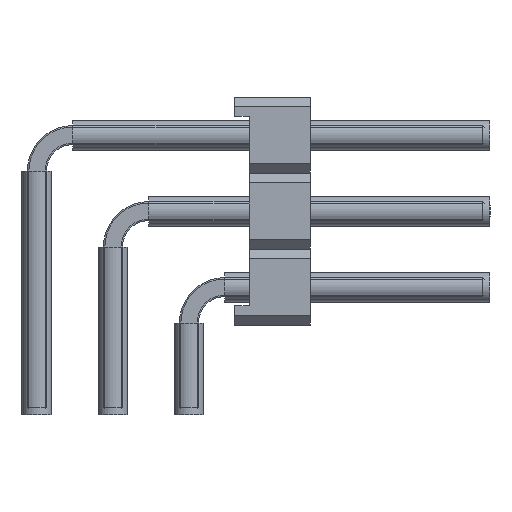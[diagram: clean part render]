
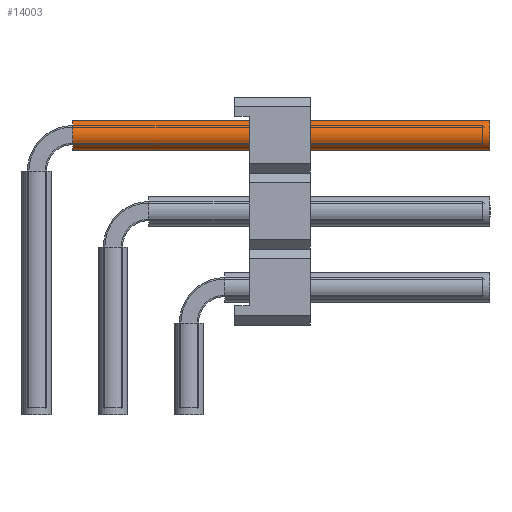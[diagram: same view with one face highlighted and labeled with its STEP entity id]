
A CAD part, left-side view. The second image highlights one B-rep face of the part: STEP entity #14003.
In plain terms, the highlighted cylindrical face has radius 0.5 mm (diameter 1 mm), a full revolution.
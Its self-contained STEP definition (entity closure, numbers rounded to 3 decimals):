
#7464=ORIENTED_EDGE('',*,*,#9544,.F.);
#7465=ORIENTED_EDGE('',*,*,#9545,.T.);
#9544=EDGE_CURVE('',#10904,#10904,#11452,.T.);
#9545=EDGE_CURVE('',#10905,#10905,#11453,.T.);
#10904=VERTEX_POINT('',#23353);
#10905=VERTEX_POINT('',#23355);
#11452=CIRCLE('',#15311,0.5);
#11453=CIRCLE('',#15312,0.5);
#12244=EDGE_LOOP('',(#7464));
#12245=EDGE_LOOP('',(#7465));
#13050=FACE_BOUND('',#12244,.T.);
#13051=FACE_BOUND('',#12245,.T.);
#13337=CYLINDRICAL_SURFACE('',#15310,0.5);
#14003=ADVANCED_FACE('',(#13050,#13051),#13337,.F.);
#15310=AXIS2_PLACEMENT_3D('',#23351,#19198,#19199);
#15311=AXIS2_PLACEMENT_3D('',#23352,#19200,#19201);
#15312=AXIS2_PLACEMENT_3D('',#23354,#19202,#19203);
#19198=DIRECTION('',(1.,0.,0.));
#19199=DIRECTION('',(0.,0.,-1.));
#19200=DIRECTION('',(-1.,0.,0.));
#19201=DIRECTION('',(0.,0.,1.));
#19202=DIRECTION('',(-1.,0.,0.));
#19203=DIRECTION('',(0.,0.,1.));
#23351=CARTESIAN_POINT('',(1.2,0.,9.35));
#23352=CARTESIAN_POINT('',(15.14,0.,9.35));
#23353=CARTESIAN_POINT('',(15.14,0.,9.85));
#23354=CARTESIAN_POINT('',(1.2,0.,9.35));
#23355=CARTESIAN_POINT('',(1.2,0.,9.85));
